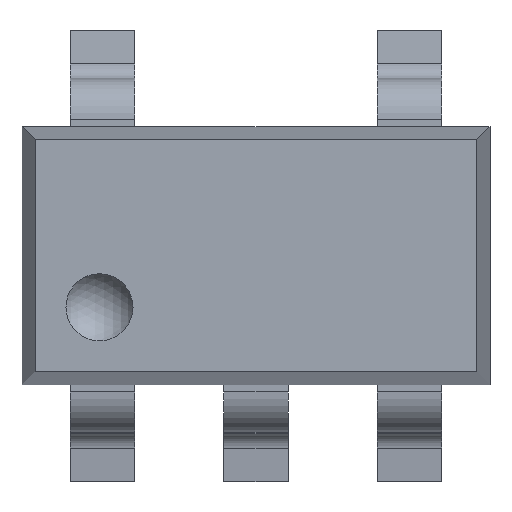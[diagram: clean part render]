
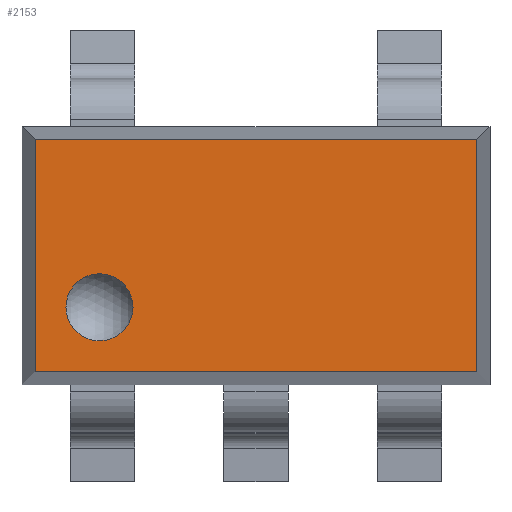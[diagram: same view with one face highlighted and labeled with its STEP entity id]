
A CAD part, top view. The second image highlights one B-rep face of the part: STEP entity #2153.
In plain terms, the highlighted planar face has unit normal (0, 0, 1).
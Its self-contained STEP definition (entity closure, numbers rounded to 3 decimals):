
#65=CIRCLE('',#2286,0.208);
#518=ORIENTED_EDGE('',*,*,#742,.F.);
#519=ORIENTED_EDGE('',*,*,#715,.T.);
#520=ORIENTED_EDGE('',*,*,#709,.T.);
#521=ORIENTED_EDGE('',*,*,#711,.T.);
#522=ORIENTED_EDGE('',*,*,#720,.T.);
#709=EDGE_CURVE('',#863,#866,#1025,.T.);
#711=EDGE_CURVE('',#866,#868,#1027,.T.);
#715=EDGE_CURVE('',#869,#863,#1031,.T.);
#720=EDGE_CURVE('',#868,#869,#1036,.T.);
#742=EDGE_CURVE('',#879,#879,#65,.T.);
#863=VERTEX_POINT('',#3091);
#866=VERTEX_POINT('',#3098);
#868=VERTEX_POINT('',#3103);
#869=VERTEX_POINT('',#3108);
#879=VERTEX_POINT('',#3163);
#1025=LINE('',#3099,#1203);
#1027=LINE('',#3104,#1205);
#1031=LINE('',#3111,#1209);
#1036=LINE('',#3117,#1214);
#1203=VECTOR('',#2648,1000.);
#1205=VECTOR('',#2652,1000.);
#1209=VECTOR('',#2658,1000.);
#1214=VECTOR('',#2665,1000.);
#1319=EDGE_LOOP('',(#518));
#1320=EDGE_LOOP('',(#519,#520,#521,#522));
#1405=FACE_BOUND('',#1319,.T.);
#1406=FACE_BOUND('',#1320,.T.);
#1471=PLANE('',#2285);
#2153=ADVANCED_FACE('',(#1405,#1406),#1471,.F.);
#2285=AXIS2_PLACEMENT_3D('',#3161,#2715,#2716);
#2286=AXIS2_PLACEMENT_3D('',#3162,#2717,#2718);
#2648=DIRECTION('',(-1.,0.,0.));
#2652=DIRECTION('',(0.,-1.,0.));
#2658=DIRECTION('',(0.,1.,0.));
#2665=DIRECTION('',(1.,0.,0.));
#2715=DIRECTION('',(0.,0.,-1.));
#2716=DIRECTION('',(-1.,0.,0.));
#2717=DIRECTION('',(0.,0.,1.));
#2718=DIRECTION('',(-1.,0.,0.));
#3091=CARTESIAN_POINT('',(1.369,0.719,1.45));
#3098=CARTESIAN_POINT('',(-1.369,0.719,1.45));
#3099=CARTESIAN_POINT('',(1.45,0.719,1.45));
#3103=CARTESIAN_POINT('',(-1.369,-0.719,1.45));
#3104=CARTESIAN_POINT('',(-1.369,0.8,1.45));
#3108=CARTESIAN_POINT('',(1.369,-0.719,1.45));
#3111=CARTESIAN_POINT('',(1.369,0.8,1.45));
#3117=CARTESIAN_POINT('',(1.45,-0.719,1.45));
#3161=CARTESIAN_POINT('',(1.45,0.8,1.45));
#3162=CARTESIAN_POINT('',(-0.97,-0.32,1.45));
#3163=CARTESIAN_POINT('',(-1.178,-0.32,1.45));
